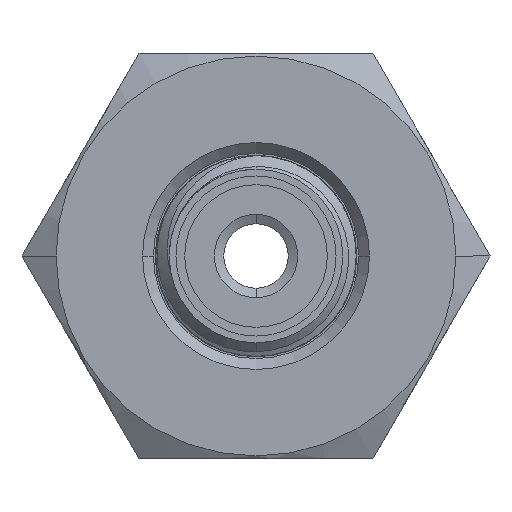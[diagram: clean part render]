
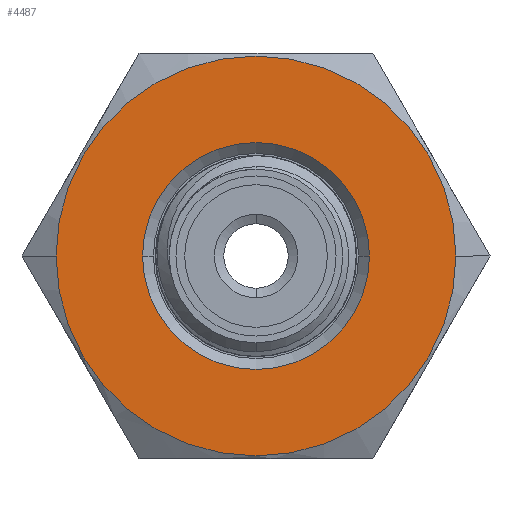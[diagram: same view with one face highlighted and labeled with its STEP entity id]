
A CAD part, left-side view. The second image highlights one B-rep face of the part: STEP entity #4487.
In plain terms, the highlighted planar face has unit normal (-1, 0, 0).
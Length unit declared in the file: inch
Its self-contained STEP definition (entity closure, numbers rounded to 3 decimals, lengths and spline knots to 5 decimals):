
#770 = CIRCLE ( 'NONE', #3981, 0.315 ) ;
#1133 = FACE_BOUND ( 'NONE', #13239, .T. ) ;
#2467 = DIRECTION ( 'NONE',  ( 0., -1., 0. ) ) ;
#2513 = VERTEX_POINT ( 'NONE', #6246 ) ;
#2560 = CIRCLE ( 'NONE', #10502, 0.555 ) ;
#2662 = DIRECTION ( 'NONE',  ( 1., 0., 0. ) ) ;
#2716 = CARTESIAN_POINT ( 'NONE',  ( -1.1325, 0., 0. ) ) ;
#3051 = VERTEX_POINT ( 'NONE', #3651 ) ;
#3378 = DIRECTION ( 'NONE',  ( 0., 1., 0. ) ) ;
#3630 = DIRECTION ( 'NONE',  ( -1., 0., 0. ) ) ;
#3651 = CARTESIAN_POINT ( 'NONE',  ( -1.1325, 0.315, 0. ) ) ;
#3656 = EDGE_CURVE ( 'NONE', #6301, #3051, #15204, .T. ) ;
#3720 = ORIENTED_EDGE ( 'NONE', *, *, #13492, .F. ) ;
#3854 = ORIENTED_EDGE ( 'NONE', *, *, #3656, .T. ) ;
#3981 = AXIS2_PLACEMENT_3D ( 'NONE', #6768, #12677, #11459 ) ;
#4487 = ADVANCED_FACE ( 'NONE', ( #1133, #13543 ), #8379, .T. ) ;
#5526 = EDGE_LOOP ( 'NONE', ( #7639, #3720 ) ) ;
#5676 = AXIS2_PLACEMENT_3D ( 'NONE', #6031, #3630, #2467 ) ;
#6031 = CARTESIAN_POINT ( 'NONE',  ( -1.1325, 0., 0. ) ) ;
#6088 = DIRECTION ( 'NONE',  ( 1., 0., 0. ) ) ;
#6246 = CARTESIAN_POINT ( 'NONE',  ( -1.1325, 0.555, 0. ) ) ;
#6301 = VERTEX_POINT ( 'NONE', #14301 ) ;
#6768 = CARTESIAN_POINT ( 'NONE',  ( -1.1325, 0., 0. ) ) ;
#6797 = CIRCLE ( 'NONE', #11248, 0.555 ) ;
#6901 = CARTESIAN_POINT ( 'NONE',  ( -1.1325, 0., 0. ) ) ;
#7639 = ORIENTED_EDGE ( 'NONE', *, *, #14258, .F. ) ;
#8379 = PLANE ( 'NONE',  #5676 ) ;
#8956 = CARTESIAN_POINT ( 'NONE',  ( -1.1325, -0.555, 0. ) ) ;
#9319 = DIRECTION ( 'NONE',  ( 1., 0., 0. ) ) ;
#10111 = AXIS2_PLACEMENT_3D ( 'NONE', #13299, #6088, #14474 ) ;
#10502 = AXIS2_PLACEMENT_3D ( 'NONE', #6901, #9319, #3378 ) ;
#11084 = DIRECTION ( 'NONE',  ( 0., 1., 0. ) ) ;
#11248 = AXIS2_PLACEMENT_3D ( 'NONE', #2716, #2662, #11084 ) ;
#11459 = DIRECTION ( 'NONE',  ( 0., 1., 0. ) ) ;
#12155 = ORIENTED_EDGE ( 'NONE', *, *, #12398, .T. ) ;
#12398 = EDGE_CURVE ( 'NONE', #3051, #6301, #770, .T. ) ;
#12677 = DIRECTION ( 'NONE',  ( 1., 0., 0. ) ) ;
#12905 = VERTEX_POINT ( 'NONE', #8956 ) ;
#13239 = EDGE_LOOP ( 'NONE', ( #3854, #12155 ) ) ;
#13299 = CARTESIAN_POINT ( 'NONE',  ( -1.1325, 0., 0. ) ) ;
#13492 = EDGE_CURVE ( 'NONE', #12905, #2513, #6797, .T. ) ;
#13543 = FACE_OUTER_BOUND ( 'NONE', #5526, .T. ) ;
#14258 = EDGE_CURVE ( 'NONE', #2513, #12905, #2560, .T. ) ;
#14301 = CARTESIAN_POINT ( 'NONE',  ( -1.1325, -0.315, 0. ) ) ;
#14474 = DIRECTION ( 'NONE',  ( 0., 1., 0. ) ) ;
#15204 = CIRCLE ( 'NONE', #10111, 0.315 ) ;
